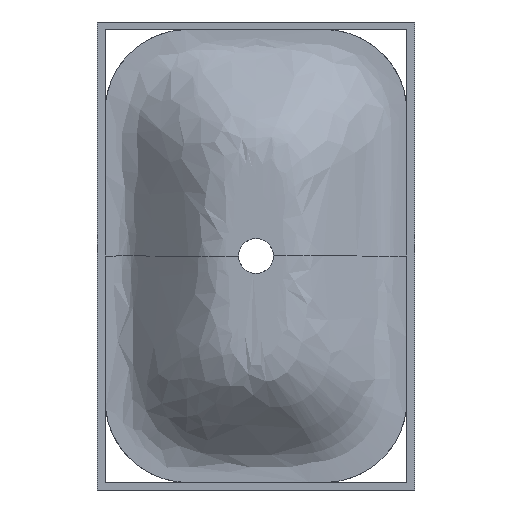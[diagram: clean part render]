
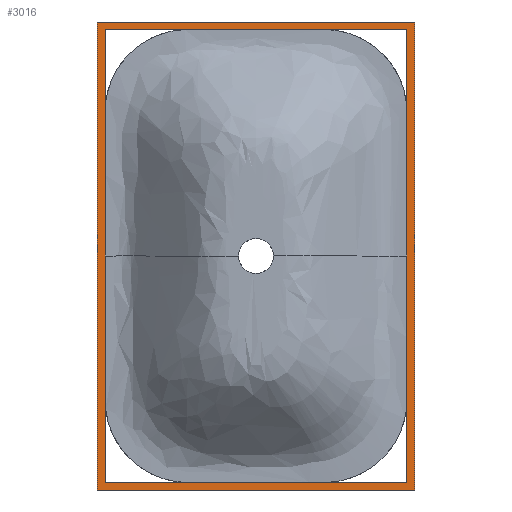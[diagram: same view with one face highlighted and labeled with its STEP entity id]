
A CAD part, front view. The second image highlights one B-rep face of the part: STEP entity #3016.
In plain terms, the highlighted planar face has unit normal (0, -1, 0).
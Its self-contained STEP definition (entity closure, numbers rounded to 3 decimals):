
#651 = CARTESIAN_POINT ( 'NONE',  ( 210., 110., 310. ) ) ;
#877 = PLANE ( 'NONE',  #5840 ) ;
#1068 = CARTESIAN_POINT ( 'NONE',  ( -210., 110., 310. ) ) ;
#1441 = DIRECTION ( 'NONE',  ( 0., -1., 0. ) ) ;
#1455 = EDGE_CURVE ( 'NONE', #6434, #7528, #8058, .T. ) ;
#1472 = DIRECTION ( 'NONE',  ( 0., 0., -1. ) ) ;
#1566 = CARTESIAN_POINT ( 'NONE',  ( 200., 110., -300. ) ) ;
#2166 = EDGE_CURVE ( 'NONE', #4227, #6434, #4806, .T. ) ;
#2989 = EDGE_LOOP ( 'NONE', ( #3163, #4596, #5370, #7398 ) ) ;
#3016 = ADVANCED_FACE ( 'NONE', ( #6767, #4677 ), #877, .T. ) ;
#3068 = EDGE_LOOP ( 'NONE', ( #5046, #10552, #5440, #5018 ) ) ;
#3090 = DIRECTION ( 'NONE',  ( 0., 0., -1. ) ) ;
#3163 = ORIENTED_EDGE ( 'NONE', *, *, #3934, .T. ) ;
#3319 = CARTESIAN_POINT ( 'NONE',  ( -200., 110., -300. ) ) ;
#3697 = VECTOR ( 'NONE', #13874, 1000. ) ;
#3757 = VECTOR ( 'NONE', #9078, 1000. ) ;
#3928 = LINE ( 'NONE', #9097, #3757 ) ;
#3934 = EDGE_CURVE ( 'NONE', #6408, #7640, #13122, .T. ) ;
#3956 = LINE ( 'NONE', #12407, #4617 ) ;
#4021 = EDGE_CURVE ( 'NONE', #7528, #12830, #7039, .T. ) ;
#4227 = VERTEX_POINT ( 'NONE', #12235 ) ;
#4239 = LINE ( 'NONE', #12810, #8539 ) ;
#4473 = VECTOR ( 'NONE', #4739, 1000. ) ;
#4596 = ORIENTED_EDGE ( 'NONE', *, *, #5188, .T. ) ;
#4617 = VECTOR ( 'NONE', #10209, 1000. ) ;
#4677 = FACE_OUTER_BOUND ( 'NONE', #3068, .T. ) ;
#4739 = DIRECTION ( 'NONE',  ( 0., 0., 1. ) ) ;
#4757 = VECTOR ( 'NONE', #12356, 1000. ) ;
#4806 = LINE ( 'NONE', #5472, #4757 ) ;
#5018 = ORIENTED_EDGE ( 'NONE', *, *, #2166, .F. ) ;
#5046 = ORIENTED_EDGE ( 'NONE', *, *, #11325, .F. ) ;
#5188 = EDGE_CURVE ( 'NONE', #7640, #6158, #4239, .T. ) ;
#5370 = ORIENTED_EDGE ( 'NONE', *, *, #5515, .T. ) ;
#5440 = ORIENTED_EDGE ( 'NONE', *, *, #1455, .F. ) ;
#5472 = CARTESIAN_POINT ( 'NONE',  ( 210., 110., -310. ) ) ;
#5514 = VERTEX_POINT ( 'NONE', #11884 ) ;
#5515 = EDGE_CURVE ( 'NONE', #6158, #5514, #5827, .T. ) ;
#5827 = LINE ( 'NONE', #3319, #4473 ) ;
#5840 = AXIS2_PLACEMENT_3D ( 'NONE', #13198, #1441, #1472 ) ;
#6158 = VERTEX_POINT ( 'NONE', #9670 ) ;
#6408 = VERTEX_POINT ( 'NONE', #8680 ) ;
#6434 = VERTEX_POINT ( 'NONE', #13671 ) ;
#6767 = FACE_BOUND ( 'NONE', #2989, .T. ) ;
#7039 = LINE ( 'NONE', #651, #7926 ) ;
#7398 = ORIENTED_EDGE ( 'NONE', *, *, #10472, .T. ) ;
#7528 = VERTEX_POINT ( 'NONE', #1068 ) ;
#7640 = VERTEX_POINT ( 'NONE', #11227 ) ;
#7787 = VECTOR ( 'NONE', #3090, 1000. ) ;
#7926 = VECTOR ( 'NONE', #8717, 1000. ) ;
#8058 = LINE ( 'NONE', #13727, #3697 ) ;
#8437 = CARTESIAN_POINT ( 'NONE',  ( 210., 110., 310. ) ) ;
#8504 = DIRECTION ( 'NONE',  ( -1., 0., 0. ) ) ;
#8539 = VECTOR ( 'NONE', #8504, 1000. ) ;
#8680 = CARTESIAN_POINT ( 'NONE',  ( 200., 110., 300. ) ) ;
#8717 = DIRECTION ( 'NONE',  ( 1., 0., 0. ) ) ;
#9078 = DIRECTION ( 'NONE',  ( 0., 0., -1. ) ) ;
#9097 = CARTESIAN_POINT ( 'NONE',  ( 210., 110., -310. ) ) ;
#9670 = CARTESIAN_POINT ( 'NONE',  ( -200., 110., -300. ) ) ;
#10209 = DIRECTION ( 'NONE',  ( 1., 0., 0. ) ) ;
#10472 = EDGE_CURVE ( 'NONE', #5514, #6408, #3956, .T. ) ;
#10552 = ORIENTED_EDGE ( 'NONE', *, *, #4021, .F. ) ;
#11227 = CARTESIAN_POINT ( 'NONE',  ( 200., 110., -300. ) ) ;
#11325 = EDGE_CURVE ( 'NONE', #12830, #4227, #3928, .T. ) ;
#11884 = CARTESIAN_POINT ( 'NONE',  ( -200., 110., 300. ) ) ;
#12235 = CARTESIAN_POINT ( 'NONE',  ( 210., 110., -310. ) ) ;
#12356 = DIRECTION ( 'NONE',  ( -1., 0., 0. ) ) ;
#12407 = CARTESIAN_POINT ( 'NONE',  ( 200., 110., 300. ) ) ;
#12810 = CARTESIAN_POINT ( 'NONE',  ( 200., 110., -300. ) ) ;
#12830 = VERTEX_POINT ( 'NONE', #8437 ) ;
#13122 = LINE ( 'NONE', #1566, #7787 ) ;
#13198 = CARTESIAN_POINT ( 'NONE',  ( 0., 110., 0. ) ) ;
#13671 = CARTESIAN_POINT ( 'NONE',  ( -210., 110., -310. ) ) ;
#13727 = CARTESIAN_POINT ( 'NONE',  ( -210., 110., -310. ) ) ;
#13874 = DIRECTION ( 'NONE',  ( 0., 0., 1. ) ) ;
